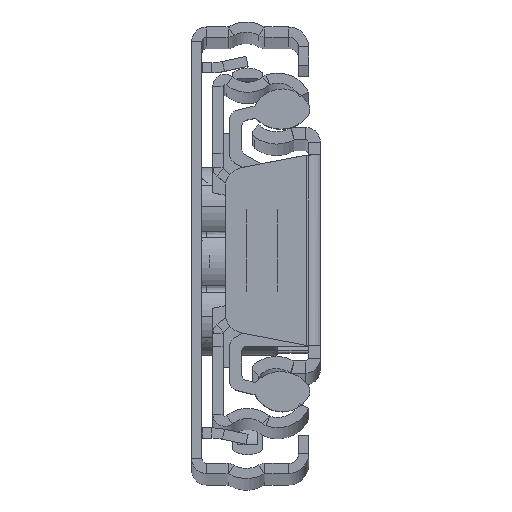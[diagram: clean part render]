
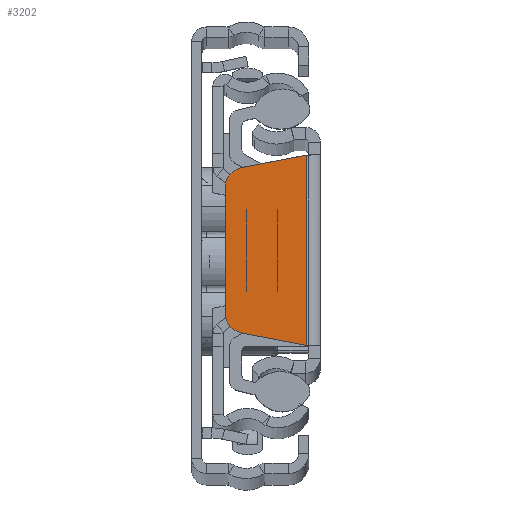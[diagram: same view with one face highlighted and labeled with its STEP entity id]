
A CAD part, top view. The second image highlights one B-rep face of the part: STEP entity #3202.
In plain terms, the highlighted planar face has unit normal (0, 0, 1).
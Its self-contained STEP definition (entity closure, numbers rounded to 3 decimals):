
#317 = VERTEX_POINT ( 'NONE', #16522 ) ;
#2291 = CARTESIAN_POINT ( 'NONE',  ( -7.401, -6.183, 0. ) ) ;
#2294 = CARTESIAN_POINT ( 'NONE',  ( -1.36, -9.379, 0. ) ) ;
#2954 = DIRECTION ( 'NONE',  ( -0.982, -0.189, 0. ) ) ;
#3025 = CIRCLE ( 'NONE', #10168, 2. ) ;
#3202 = ADVANCED_FACE ( 'NONE', ( #9543 ), #7527, .F. ) ;
#3263 = LINE ( 'NONE', #3492, #5194 ) ;
#3405 = VERTEX_POINT ( 'NONE', #19044 ) ;
#3408 = EDGE_CURVE ( 'NONE', #8653, #317, #4372, .T. ) ;
#3492 = CARTESIAN_POINT ( 'NONE',  ( -9.401, 0., 0. ) ) ;
#3837 = CARTESIAN_POINT ( 'NONE',  ( -9.401, 6.183, 0. ) ) ;
#3865 = DIRECTION ( 'NONE',  ( 0.982, -0.189, 0. ) ) ;
#4372 = LINE ( 'NONE', #11553, #10895 ) ;
#5194 = VECTOR ( 'NONE', #6888, 1000. ) ;
#5476 = DIRECTION ( 'NONE',  ( 0., 0., 1. ) ) ;
#5594 = DIRECTION ( 'NONE',  ( -1., 0., 0. ) ) ;
#6349 = EDGE_CURVE ( 'NONE', #8653, #14157, #16217, .T. ) ;
#6888 = DIRECTION ( 'NONE',  ( 0., -1., 0. ) ) ;
#7085 = ORIENTED_EDGE ( 'NONE', *, *, #6349, .F. ) ;
#7280 = CARTESIAN_POINT ( 'NONE',  ( -1.36, 9.379, 0. ) ) ;
#7413 = DIRECTION ( 'NONE',  ( -1., 0., 0. ) ) ;
#7527 = PLANE ( 'NONE',  #9341 ) ;
#8653 = VERTEX_POINT ( 'NONE', #7280 ) ;
#9341 = AXIS2_PLACEMENT_3D ( 'NONE', #20001, #21872, #7413 ) ;
#9543 = FACE_OUTER_BOUND ( 'NONE', #9828, .T. ) ;
#9701 = DIRECTION ( 'NONE',  ( 0., 0., 1. ) ) ;
#9828 = EDGE_LOOP ( 'NONE', ( #13641, #9935, #19886, #7085, #18081, #19136 ) ) ;
#9935 = ORIENTED_EDGE ( 'NONE', *, *, #13033, .T. ) ;
#10168 = AXIS2_PLACEMENT_3D ( 'NONE', #19815, #5476, #5594 ) ;
#10895 = VECTOR ( 'NONE', #2954, 1000. ) ;
#11087 = CIRCLE ( 'NONE', #16722, 2. ) ;
#11553 = CARTESIAN_POINT ( 'NONE',  ( -1.786, 9.298, 0. ) ) ;
#12378 = VECTOR ( 'NONE', #3865, 1000. ) ;
#13033 = EDGE_CURVE ( 'NONE', #3405, #18782, #11087, .T. ) ;
#13641 = ORIENTED_EDGE ( 'NONE', *, *, #16366, .T. ) ;
#14017 = VERTEX_POINT ( 'NONE', #3837 ) ;
#14157 = VERTEX_POINT ( 'NONE', #2294 ) ;
#15642 = VECTOR ( 'NONE', #17743, 1000. ) ;
#16217 = LINE ( 'NONE', #19627, #15642 ) ;
#16366 = EDGE_CURVE ( 'NONE', #14017, #3405, #3263, .T. ) ;
#16522 = CARTESIAN_POINT ( 'NONE',  ( -7.778, 8.147, 0. ) ) ;
#16722 = AXIS2_PLACEMENT_3D ( 'NONE', #2291, #9701, #22256 ) ;
#17743 = DIRECTION ( 'NONE',  ( 0., -1., 0. ) ) ;
#18081 = ORIENTED_EDGE ( 'NONE', *, *, #3408, .T. ) ;
#18782 = VERTEX_POINT ( 'NONE', #19052 ) ;
#19044 = CARTESIAN_POINT ( 'NONE',  ( -9.401, -6.183, 0. ) ) ;
#19052 = CARTESIAN_POINT ( 'NONE',  ( -7.778, -8.147, 0. ) ) ;
#19136 = ORIENTED_EDGE ( 'NONE', *, *, #20938, .T. ) ;
#19340 = EDGE_CURVE ( 'NONE', #18782, #14157, #22774, .T. ) ;
#19627 = CARTESIAN_POINT ( 'NONE',  ( -1.36, -9.379, 0. ) ) ;
#19815 = CARTESIAN_POINT ( 'NONE',  ( -7.401, 6.183, 0. ) ) ;
#19886 = ORIENTED_EDGE ( 'NONE', *, *, #19340, .T. ) ;
#19954 = CARTESIAN_POINT ( 'NONE',  ( -1.786, -9.298, 0. ) ) ;
#20001 = CARTESIAN_POINT ( 'NONE',  ( 0., 0., 0. ) ) ;
#20938 = EDGE_CURVE ( 'NONE', #317, #14017, #3025, .T. ) ;
#21872 = DIRECTION ( 'NONE',  ( 0., 0., -1. ) ) ;
#22256 = DIRECTION ( 'NONE',  ( -1., 0., 0. ) ) ;
#22774 = LINE ( 'NONE', #19954, #12378 ) ;
